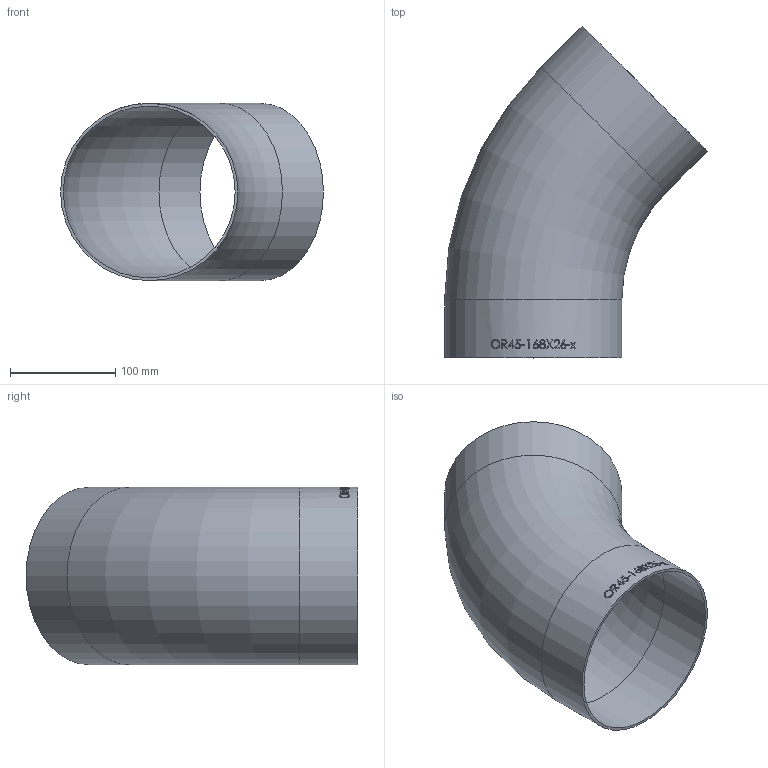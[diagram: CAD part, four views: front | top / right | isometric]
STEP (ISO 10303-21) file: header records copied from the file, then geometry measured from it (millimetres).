
FILE_DESCRIPTION (( 'STEP AP214' ), '1' );
FILE_NAME ('OR45-168X26-x Bogen orbital 45° ISO 2008.STEP', '2020-08-19T11:13:06', ( '' ), ( '' ), 'SwSTEP 2.0', 'SolidWorks 2019', '' );
FILE_SCHEMA (( 'AUTOMOTIVE_DESIGN' ));
Length unit declared in the file: millimetre
Products named in the file (1): OR45-168X26-x Bogen orbital 45° ISO 2008
Bounding box: 249.47 x 314.97 x 168.3 mm (x, y, z)
Volume: 391742.8 mm3; surface area: 304072.9 mm2
Topology: 1 solids, 1 shells, 28 faces, 161 edges, 154 vertices
Faces by surface type: cylinder 24, torus 2, plane 2
Full cylindrical faces by diameter (mm): 163.1 x2, 168.3 x2
Entity records: 4490 total; most frequent: CARTESIAN_POINT 3152, ORIENTED_EDGE 300, DIRECTION 154, EDGE_CURVE 150, VERTEX_POINT 150, B_SPLINE_CURVE_WITH_KNOTS 94, AXIS2_PLACEMENT_3D 69, EDGE_LOOP 56
